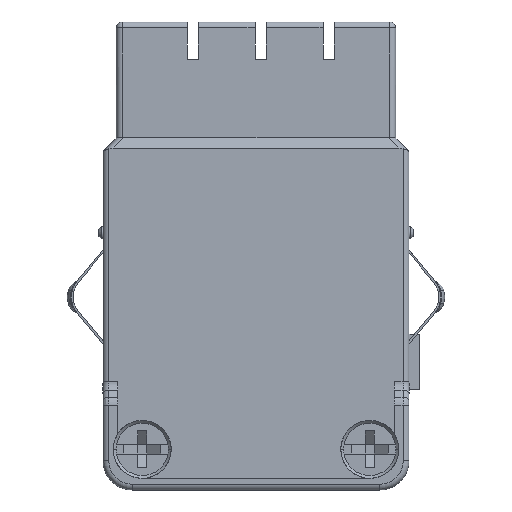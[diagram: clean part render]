
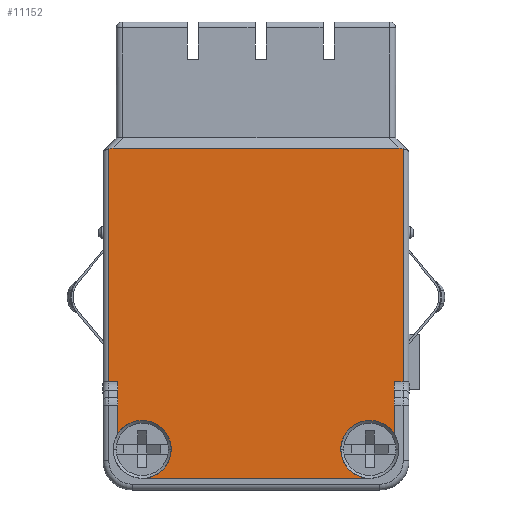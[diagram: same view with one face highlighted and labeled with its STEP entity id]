
A CAD part, left-side view. The second image highlights one B-rep face of the part: STEP entity #11152.
In plain terms, the highlighted planar face has unit normal (-1, 0, 0).
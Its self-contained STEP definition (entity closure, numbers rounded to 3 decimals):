
#1089=CARTESIAN_POINT('',(-5.75,10.275,-36.8));
#1090=DIRECTION('',(1.,0.,0.));
#1091=DIRECTION('',(0.,-0.694,0.72));
#1092=AXIS2_PLACEMENT_3D('',#1089,#1090,#1091);
#1107=CARTESIAN_POINT('',(-5.75,10.275,-36.8));
#1108=DIRECTION('',(1.,0.,0.));
#1109=DIRECTION('',(0.,-0.828,-0.56));
#1110=AXIS2_PLACEMENT_3D('',#1107,#1108,#1109);
#1125=CARTESIAN_POINT('',(-5.75,10.275,-36.8));
#1126=DIRECTION('',(1.,0.,0.));
#1127=DIRECTION('',(0.,0.84,0.543));
#1128=AXIS2_PLACEMENT_3D('',#1125,#1126,#1127);
#1130=CARTESIAN_POINT('',(-5.75,-12.2,-10.917));
#1131=CARTESIAN_POINT('',(-5.75,-12.081,
-10.876));
#1132=CARTESIAN_POINT('',(-5.75,-11.96,-10.85));
#1133=CARTESIAN_POINT('',(-5.75,-11.834,-10.85));
#1135=DIRECTION('',(0.,-1.,0.));
#1136=VECTOR('',#1135,19.6);
#1137=CARTESIAN_POINT('',(-5.75,10.275,-39.3));
#1138=LINE('',#1137,#1136);
#1139=CARTESIAN_POINT('',(-5.75,12.784,-10.85));
#1140=CARTESIAN_POINT('',(-5.75,12.91,-10.85));
#1141=CARTESIAN_POINT('',(-5.75,13.031,
-10.876));
#1142=CARTESIAN_POINT('',(-5.75,13.15,-10.917));
#1162=CARTESIAN_POINT('',(-5.75,-12.2,-10.917));
#1168=DIRECTION('',(0.,0.,-1.));
#1169=VECTOR('',#1168,20.069);
#1170=CARTESIAN_POINT('',(-5.75,-12.2,-10.917));
#1171=LINE('',#1170,#1169);
#1582=DIRECTION('',(0.,0.,1.));
#1583=VECTOR('',#1582,20.069);
#1584=CARTESIAN_POINT('',(-5.75,13.15,-30.986));
#1585=LINE('',#1584,#1583);
#2166=DIRECTION('',(0.,1.,0.));
#2167=VECTOR('',#2166,0.775);
#2168=CARTESIAN_POINT('',(-5.75,-12.2,-30.986));
#2169=LINE('',#2168,#2167);
#2192=DIRECTION('',(0.,0.,-1.));
#2193=VECTOR('',#2192,4.458);
#2194=CARTESIAN_POINT('',(-5.75,-11.425,-30.986));
#2195=LINE('',#2194,#2193);
#2227=CARTESIAN_POINT('',(-5.75,-9.325,-36.8));
#2228=DIRECTION('',(1.,0.,0.));
#2229=DIRECTION('',(0.,0.694,0.72));
#2230=AXIS2_PLACEMENT_3D('',#2227,#2228,#2229);
#2245=CARTESIAN_POINT('',(-5.75,-9.325,-36.8));
#2246=DIRECTION('',(1.,0.,0.));
#2247=DIRECTION('',(0.,0.,-1.));
#2248=AXIS2_PLACEMENT_3D('',#2245,#2246,#2247);
#2267=CARTESIAN_POINT('',(-5.75,-9.325,-36.8));
#2268=DIRECTION('',(-1.,0.,0.));
#2269=DIRECTION('',(0.,0.694,0.72));
#2270=AXIS2_PLACEMENT_3D('',#2267,#2268,#2269);
#7442=DIRECTION('',(0.,1.,0.));
#7443=VECTOR('',#7442,0.775);
#7444=CARTESIAN_POINT('',(-5.75,12.375,-30.986));
#7445=LINE('',#7444,#7443);
#7460=DIRECTION('',(0.,0.,1.));
#7461=VECTOR('',#7460,4.458);
#7462=CARTESIAN_POINT('',(-5.75,12.375,-35.444));
#7463=LINE('',#7462,#7461);
#7557=DIRECTION('',(0.,-1.,0.));
#7558=VECTOR('',#7557,24.619);
#7559=CARTESIAN_POINT('',(-5.75,12.784,-10.85));
#7560=LINE('',#7559,#7558);
#8819=CARTESIAN_POINT('',(-5.75,-12.2,-30.986));
#8820=VERTEX_POINT('',#8819);
#8821=CARTESIAN_POINT('',(-5.75,12.375,-30.986));
#8822=CARTESIAN_POINT('',(-5.75,13.15,-30.986));
#8823=VERTEX_POINT('',#8821);
#8824=VERTEX_POINT('',#8822);
#8825=CARTESIAN_POINT('',(-5.75,12.375,-35.444));
#8826=VERTEX_POINT('',#8825);
#8827=CARTESIAN_POINT('',(-5.75,-11.425,-30.986));
#8828=CARTESIAN_POINT('',(-5.75,-11.425,-35.444));
#8829=VERTEX_POINT('',#8827);
#8830=VERTEX_POINT('',#8828);
#8968=CARTESIAN_POINT('',(-5.75,-9.325,-39.3));
#8969=CARTESIAN_POINT('',(-5.75,-7.254,-38.2));
#8970=VERTEX_POINT('',#8968);
#8971=VERTEX_POINT('',#8969);
#8972=CARTESIAN_POINT('',(-5.75,10.275,-39.3));
#8973=VERTEX_POINT('',#8972);
#8974=CARTESIAN_POINT('',(-5.75,8.204,-38.2));
#8975=VERTEX_POINT('',#8974);
#8976=CARTESIAN_POINT('',(-5.75,-7.59,-35.));
#8977=VERTEX_POINT('',#8976);
#8978=CARTESIAN_POINT('',(-5.75,8.54,-35.));
#8979=VERTEX_POINT('',#8978);
#9017=VERTEX_POINT('',#1162);
#9018=VERTEX_POINT('',#1133);
#9053=VERTEX_POINT('',#1139);
#9054=VERTEX_POINT('',#1142);
#11116=CARTESIAN_POINT('',(-5.75,15.068,-36.141));
#11117=DIRECTION('',(-1.,0.,0.));
#11118=DIRECTION('',(0.,-1.,0.));
#11119=AXIS2_PLACEMENT_3D('',#11116,#11117,#11118);
#11120=PLANE('',#11119);
#11122=ORIENTED_EDGE('',*,*,#11121,.F.);
#11124=ORIENTED_EDGE('',*,*,#11123,.T.);
#11126=ORIENTED_EDGE('',*,*,#11125,.T.);
#11128=ORIENTED_EDGE('',*,*,#11127,.T.);
#11130=ORIENTED_EDGE('',*,*,#11129,.F.);
#11132=ORIENTED_EDGE('',*,*,#11131,.T.);
#11134=ORIENTED_EDGE('',*,*,#11133,.F.);
#11136=ORIENTED_EDGE('',*,*,#11135,.F.);
#11137=ORIENTED_EDGE('',*,*,#11103,.F.);
#11138=ORIENTED_EDGE('',*,*,#11086,.F.);
#11139=ORIENTED_EDGE('',*,*,#11111,.F.);
#11141=ORIENTED_EDGE('',*,*,#11140,.T.);
#11143=ORIENTED_EDGE('',*,*,#11142,.T.);
#11145=ORIENTED_EDGE('',*,*,#11144,.T.);
#11147=ORIENTED_EDGE('',*,*,#11146,.F.);
#11149=ORIENTED_EDGE('',*,*,#11148,.T.);
#11150=EDGE_LOOP('',(#11122,#11124,#11126,#11128,#11130,#11132,#11134,#11136,
#11137,#11138,#11139,#11141,#11143,#11145,#11147,#11149));
#11151=FACE_OUTER_BOUND('',#11150,.F.);
#11152=ADVANCED_FACE('',(#11151),#11120,.T.);
#1093=CIRCLE('',#1092,2.5);
#1111=CIRCLE('',#1110,2.5);
#1129=CIRCLE('',#1128,2.5);
#1134=B_SPLINE_CURVE_WITH_KNOTS('',3,(#1130,#1131,#1132,#1133),.UNSPECIFIED.,
.F.,.F.,(4,4),(0.,1.),.UNSPECIFIED.);
#1143=B_SPLINE_CURVE_WITH_KNOTS('',3,(#1139,#1140,#1141,#1142),.UNSPECIFIED.,
.F.,.F.,(4,4),(0.,1.),.UNSPECIFIED.);
#2231=CIRCLE('',#2230,2.5);
#2249=CIRCLE('',#2248,2.5);
#2271=CIRCLE('',#2270,2.5);
#11086=EDGE_CURVE('',#8979,#8975,#1093,.T.);
#11103=EDGE_CURVE('',#8975,#8973,#1111,.T.);
#11111=EDGE_CURVE('',#8826,#8979,#1129,.T.);
#11121=EDGE_CURVE('',#9017,#9018,#1134,.T.);
#11123=EDGE_CURVE('',#9017,#8820,#1171,.T.);
#11125=EDGE_CURVE('',#8820,#8829,#2169,.T.);
#11127=EDGE_CURVE('',#8829,#8830,#2195,.T.);
#11129=EDGE_CURVE('',#8977,#8830,#2231,.T.);
#11131=EDGE_CURVE('',#8977,#8971,#2271,.T.);
#11133=EDGE_CURVE('',#8970,#8971,#2249,.T.);
#11135=EDGE_CURVE('',#8973,#8970,#1138,.T.);
#11140=EDGE_CURVE('',#8826,#8823,#7463,.T.);
#11142=EDGE_CURVE('',#8823,#8824,#7445,.T.);
#11144=EDGE_CURVE('',#8824,#9054,#1585,.T.);
#11146=EDGE_CURVE('',#9053,#9054,#1143,.T.);
#11148=EDGE_CURVE('',#9053,#9018,#7560,.T.);
